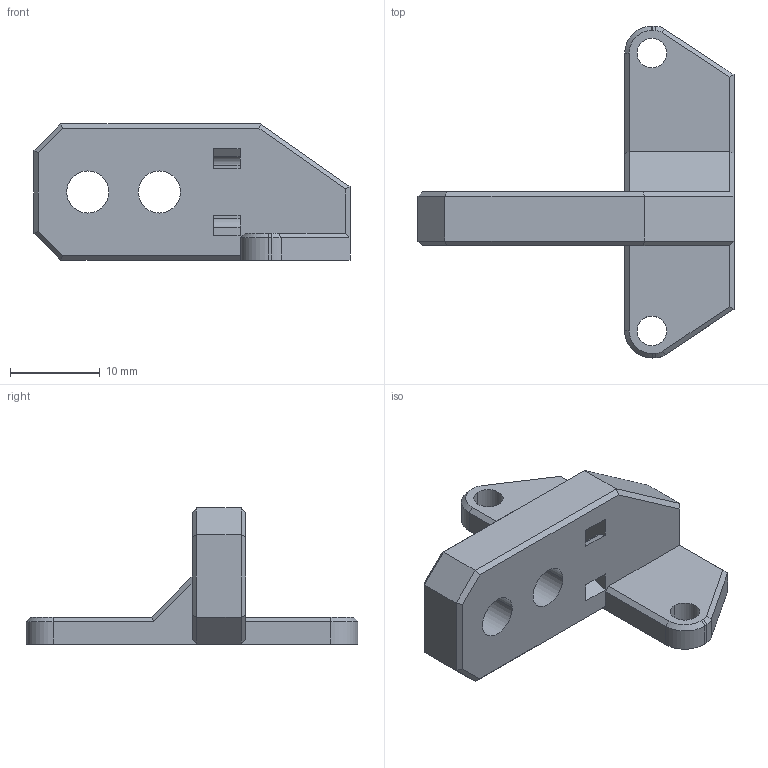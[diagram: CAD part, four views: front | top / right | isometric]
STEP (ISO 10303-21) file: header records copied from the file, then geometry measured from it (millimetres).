
FILE_DESCRIPTION (( 'STEP AP203' ), '1' );
FILE_NAME ('Cable_Chain_Anchor_2Holes.STEP', '2022-09-01T09:36:25', ( '' ), ( '' ), 'SwSTEP 2.0', 'SolidWorks 2022', '' );
FILE_SCHEMA (( 'CONFIG_CONTROL_DESIGN' ));
Length unit declared in the file: millimetre
Products named in the file (1): Cable_Chain_Anchor_2Holes
Bounding box: 35.27 x 37.05 x 15.2 mm (x, y, z)
Volume: 3719.2 mm3; surface area: 2498.8 mm2
Topology: 1 solids, 1 shells, 72 faces, 183 edges, 113 vertices
Faces by surface type: plane 50, cylinder 17, cone 5
Entity records: 2227 total; most frequent: CARTESIAN_POINT 369, DIRECTION 368, ORIENTED_EDGE 366, EDGE_CURVE 183, VECTOR 144, LINE 144, VERTEX_POINT 113, AXIS2_PLACEMENT_3D 112
